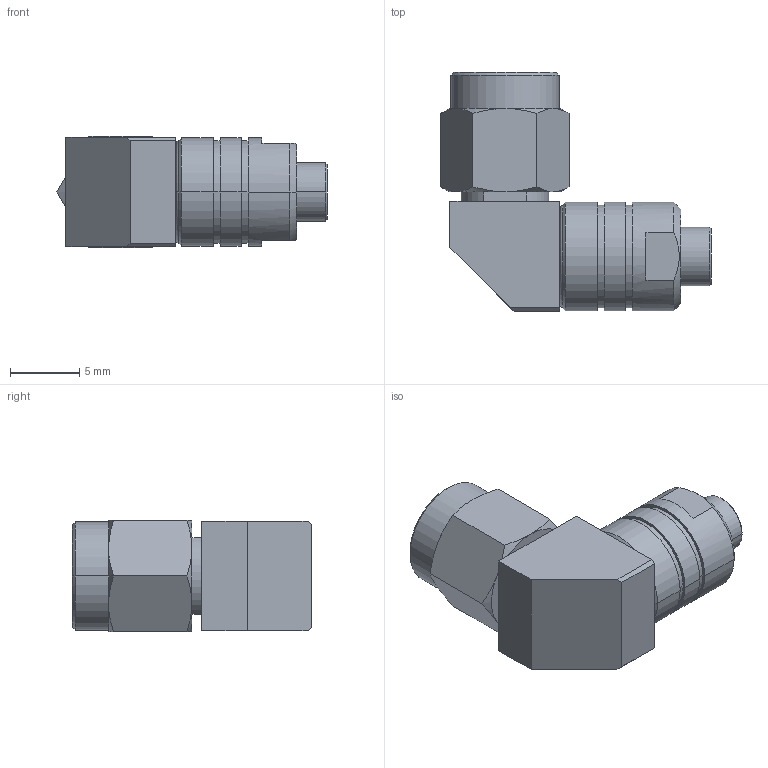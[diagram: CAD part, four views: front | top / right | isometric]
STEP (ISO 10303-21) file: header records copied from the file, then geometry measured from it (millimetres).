
FILE_DESCRIPTION (( 'STEP AP214' ), '1' );
FILE_NAME ('FMCN5229_3D.step', '2024-09-16T15:05:10', ( '' ), ( '' ), 'SwSTEP 2.0', 'SolidWorks 2022', '' );
FILE_SCHEMA (( 'AUTOMOTIVE_DESIGN' ));
Length unit declared in the file: millimetre
Products named in the file (1): FMCN5229_3D
Bounding box: 19.48 x 17.22 x 8 mm (x, y, z)
Volume: 1165.7 mm3; surface area: 1120.9 mm2
Topology: 1 solids, 3 shells, 115 faces, 246 edges, 152 vertices
Faces by surface type: plane 40, cone 38, cylinder 35, torus 2
Entity records: 3274 total; most frequent: CARTESIAN_POINT 701, DIRECTION 570, ORIENTED_EDGE 492, EDGE_CURVE 246, AXIS2_PLACEMENT_3D 235, VERTEX_POINT 152, EDGE_LOOP 130, CIRCLE 119
